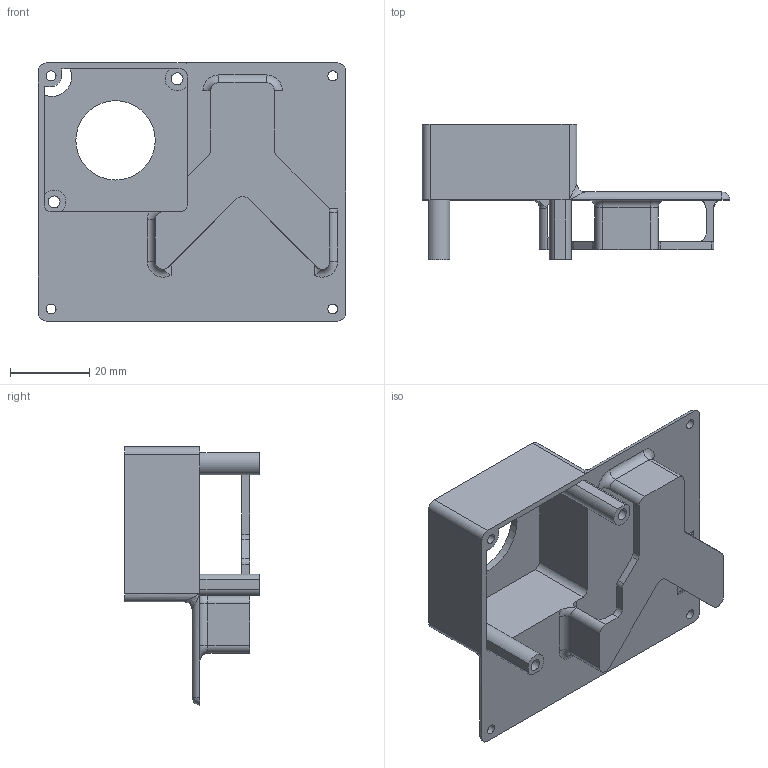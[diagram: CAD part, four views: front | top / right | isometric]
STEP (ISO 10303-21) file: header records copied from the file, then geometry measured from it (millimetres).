
FILE_DESCRIPTION(/* description */ (''),/* implementation_level */ '2;1');
FILE_NAME(/* name */ 'Front Plate.stp',/* time_stamp */ '2023-08-27T14:29:54-07:00',/* author */ ('devan'),/* organization */ (''),/* preprocessor_version */ 'ST-DEVELOPER v20',/* originating_system */ 'Autodesk Inventor 2024',/* authorisation */ '');
FILE_SCHEMA (('AUTOMOTIVE_DESIGN { 1 0 10303 214 3 1 1 }'));
Length unit declared in the file: millimetre
Products named in the file (1): PiPro Top
Bounding box: 77.5 x 34 x 65 mm (x, y, z)
Volume: 17154.6 mm3; surface area: 19230.6 mm2
Topology: 1 solids, 1 shells, 94 faces, 260 edges, 161 vertices
Faces by surface type: cylinder 43, plane 39, torus 7, sphere 3, bspline 2
Full cylindrical faces by diameter (mm): 2.5 x4, 3 x2, 20 x1
Entity records: 3186 total; most frequent: CARTESIAN_POINT 661, DIRECTION 536, ORIENTED_EDGE 516, EDGE_CURVE 258, AXIS2_PLACEMENT_3D 193, VERTEX_POINT 161, LINE 150, VECTOR 150
